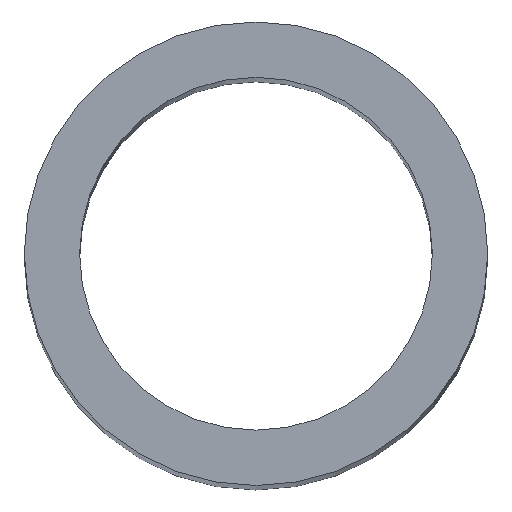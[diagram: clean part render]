
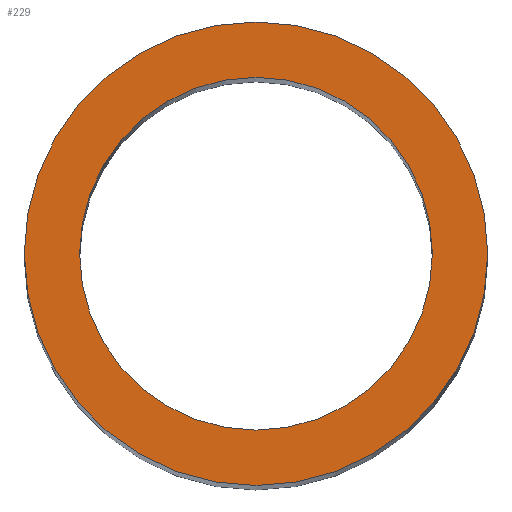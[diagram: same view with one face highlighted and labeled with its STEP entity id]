
A CAD part, top view. The second image highlights one B-rep face of the part: STEP entity #229.
In plain terms, the highlighted planar face has unit normal (0, 0, 1).
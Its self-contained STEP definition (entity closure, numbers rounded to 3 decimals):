
#5 = CIRCLE ( 'NONE', #124, 6.85 ) ;
#6 = EDGE_CURVE ( 'NONE', #162, #42, #71, .T. ) ;
#8 = DIRECTION ( 'NONE',  ( 0., 0., 1. ) ) ;
#11 = VERTEX_POINT ( 'NONE', #47 ) ;
#23 = ORIENTED_EDGE ( 'NONE', *, *, #60, .F. ) ;
#42 = VERTEX_POINT ( 'NONE', #158 ) ;
#47 = CARTESIAN_POINT ( 'NONE',  ( -6.85, 0., 100. ) ) ;
#48 = CIRCLE ( 'NONE', #189, 9. ) ;
#54 = DIRECTION ( 'NONE',  ( 0., 0., 1. ) ) ;
#55 = AXIS2_PLACEMENT_3D ( 'NONE', #186, #232, #102 ) ;
#56 = PLANE ( 'NONE',  #111 ) ;
#60 = EDGE_CURVE ( 'NONE', #11, #106, #5, .T. ) ;
#63 = CARTESIAN_POINT ( 'NONE',  ( 0., 0., 100. ) ) ;
#67 = ORIENTED_EDGE ( 'NONE', *, *, #167, .T. ) ;
#71 = CIRCLE ( 'NONE', #55, 9. ) ;
#90 = EDGE_LOOP ( 'NONE', ( #67, #166 ) ) ;
#102 = DIRECTION ( 'NONE',  ( 1., 0., 0. ) ) ;
#104 = CARTESIAN_POINT ( 'NONE',  ( 0., 0., 100. ) ) ;
#106 = VERTEX_POINT ( 'NONE', #219 ) ;
#108 = EDGE_CURVE ( 'NONE', #106, #11, #151, .T. ) ;
#111 = AXIS2_PLACEMENT_3D ( 'NONE', #116, #175, #148 ) ;
#116 = CARTESIAN_POINT ( 'NONE',  ( 0., 0., 100. ) ) ;
#124 = AXIS2_PLACEMENT_3D ( 'NONE', #63, #8, #138 ) ;
#138 = DIRECTION ( 'NONE',  ( 1., 0., 0. ) ) ;
#147 = CARTESIAN_POINT ( 'NONE',  ( 9., 0., 100. ) ) ;
#148 = DIRECTION ( 'NONE',  ( 1., 0., 0. ) ) ;
#149 = FACE_BOUND ( 'NONE', #220, .T. ) ;
#151 = CIRCLE ( 'NONE', #227, 6.85 ) ;
#153 = FACE_OUTER_BOUND ( 'NONE', #90, .T. ) ;
#158 = CARTESIAN_POINT ( 'NONE',  ( -9., 0., 100. ) ) ;
#162 = VERTEX_POINT ( 'NONE', #147 ) ;
#166 = ORIENTED_EDGE ( 'NONE', *, *, #6, .T. ) ;
#167 = EDGE_CURVE ( 'NONE', #42, #162, #48, .T. ) ;
#175 = DIRECTION ( 'NONE',  ( 0., 0., 1. ) ) ;
#184 = DIRECTION ( 'NONE',  ( 1., 0., 0. ) ) ;
#186 = CARTESIAN_POINT ( 'NONE',  ( 0., 0., 100. ) ) ;
#189 = AXIS2_PLACEMENT_3D ( 'NONE', #212, #54, #209 ) ;
#204 = DIRECTION ( 'NONE',  ( 0., 0., 1. ) ) ;
#209 = DIRECTION ( 'NONE',  ( 1., 0., 0. ) ) ;
#212 = CARTESIAN_POINT ( 'NONE',  ( 0., 0., 100. ) ) ;
#219 = CARTESIAN_POINT ( 'NONE',  ( 6.85, 0., 100. ) ) ;
#220 = EDGE_LOOP ( 'NONE', ( #23, #235 ) ) ;
#227 = AXIS2_PLACEMENT_3D ( 'NONE', #104, #204, #184 ) ;
#229 = ADVANCED_FACE ( 'NONE', ( #153, #149 ), #56, .T. ) ;
#232 = DIRECTION ( 'NONE',  ( 0., 0., 1. ) ) ;
#235 = ORIENTED_EDGE ( 'NONE', *, *, #108, .F. ) ;
